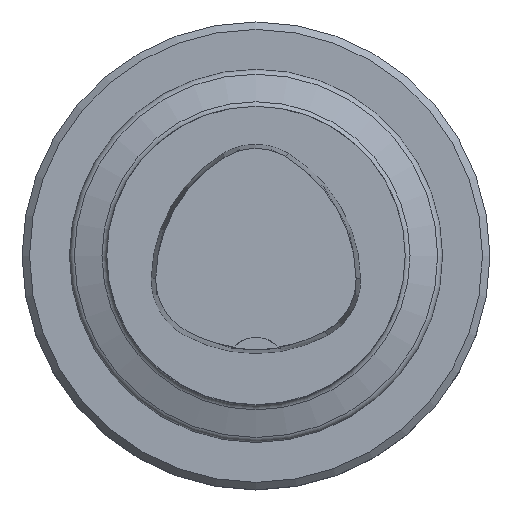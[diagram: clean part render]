
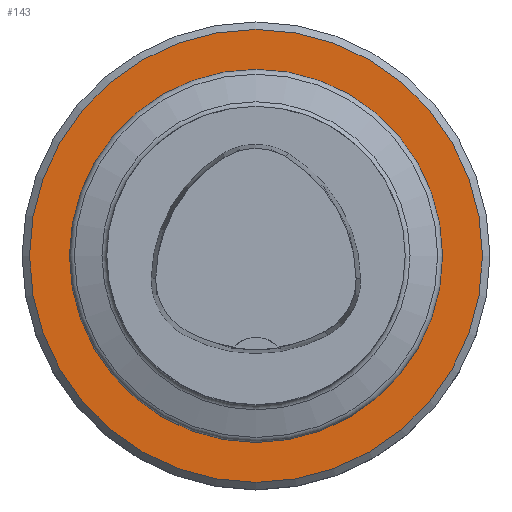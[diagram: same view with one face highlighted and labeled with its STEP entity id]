
A CAD part, top view. The second image highlights one B-rep face of the part: STEP entity #143.
In plain terms, the highlighted planar face has unit normal (0, 0, 1).
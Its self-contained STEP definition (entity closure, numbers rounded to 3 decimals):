
#92=PLANE('',#539);
#143=ADVANCED_FACE('',(#181,#182),#92,.T.);
#181=FACE_BOUND('',#208,.T.);
#182=FACE_BOUND('',#209,.T.);
#208=EDGE_LOOP('',(#256));
#209=EDGE_LOOP('',(#257));
#256=ORIENTED_EDGE('',*,*,#415,.F.);
#257=ORIENTED_EDGE('',*,*,#416,.T.);
#372=VERTEX_POINT('',#782);
#373=VERTEX_POINT('',#784);
#415=EDGE_CURVE('',#372,#372,#474,.T.);
#416=EDGE_CURVE('',#373,#373,#475,.T.);
#474=CIRCLE('',#537,25.);
#475=CIRCLE('',#538,30.35);
#537=AXIS2_PLACEMENT_3D('',#781,#619,#620);
#538=AXIS2_PLACEMENT_3D('',#783,#621,#622);
#539=AXIS2_PLACEMENT_3D('',#785,#623,#624);
#619=DIRECTION('',(0.,0.,1.));
#620=DIRECTION('',(1.,0.,0.));
#621=DIRECTION('',(0.,0.,1.));
#622=DIRECTION('',(1.,0.,0.));
#623=DIRECTION('',(0.,0.,1.));
#624=DIRECTION('',(1.,0.,0.));
#781=CARTESIAN_POINT('',(0.,0.,-28.));
#782=CARTESIAN_POINT('',(25.,0.,-28.));
#783=CARTESIAN_POINT('',(0.,0.,-28.));
#784=CARTESIAN_POINT('',(30.35,0.,-28.));
#785=CARTESIAN_POINT('',(0.,24.25,-28.));
